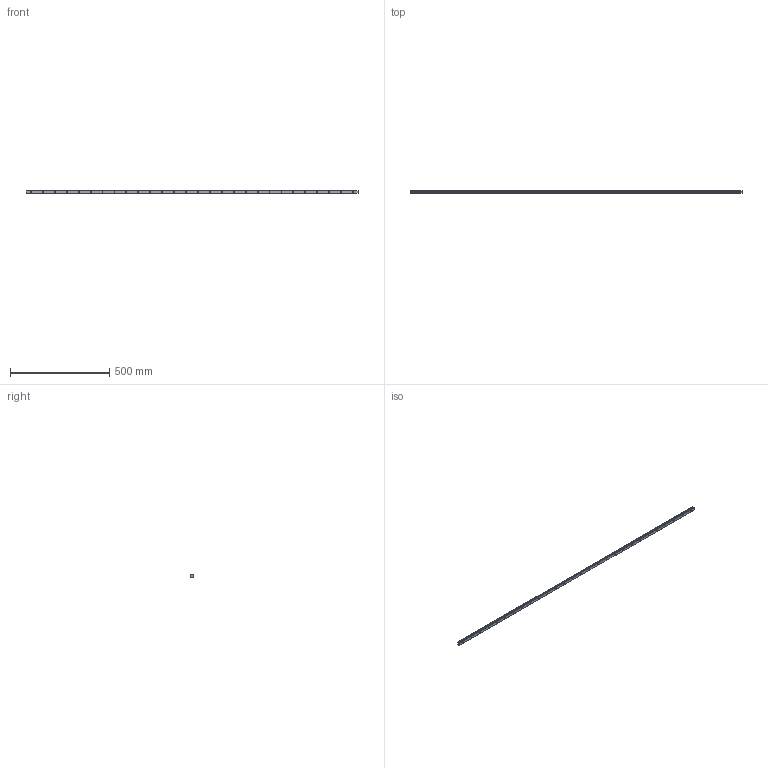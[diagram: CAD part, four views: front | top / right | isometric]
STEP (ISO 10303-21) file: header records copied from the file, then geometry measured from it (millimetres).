
FILE_DESCRIPTION (( 'STEP AP214' ), '1' );
FILE_NAME ('SSR15XTB1SS-1670LY_G25_0_PB1021B_806-55_0_0_0.STEP', '2021-06-24T12:13:23', ( '' ), ( '' ), 'SwSTEP 2.0', 'SolidWorks 2021', '' );
FILE_SCHEMA (( 'AUTOMOTIVE_DESIGN' ));
Length unit declared in the file: millimetre
Products named in the file (2): SSR15XTB1SS-1670LY_G25_0_PB1021B_806-55_0_0_0; _SSR15XTBY167025Y Track
Assembly tree (1 placements, depth 2):
  SSR15XTB1SS-1670LY_G25_0_PB1021B_806-55_0_0_0
    _SSR15XTBY167025Y Track
Bounding box: 1670 x 12.5 x 15 mm (x, y, z)
Volume: 271030.7 mm3; surface area: 101877.3 mm2
Topology: 1 solids, 1 shells, 168 faces, 414 edges, 276 vertices
Faces by surface type: cylinder 120, plane 48
Entity records: 5276 total; most frequent: DIRECTION 998, CARTESIAN_POINT 862, ORIENTED_EDGE 828, EDGE_CURVE 414, AXIS2_PLACEMENT_3D 412, VERTEX_POINT 276, EDGE_LOOP 252, CIRCLE 240
